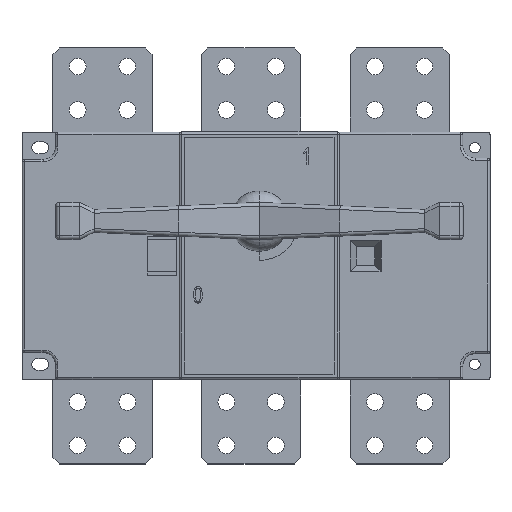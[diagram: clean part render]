
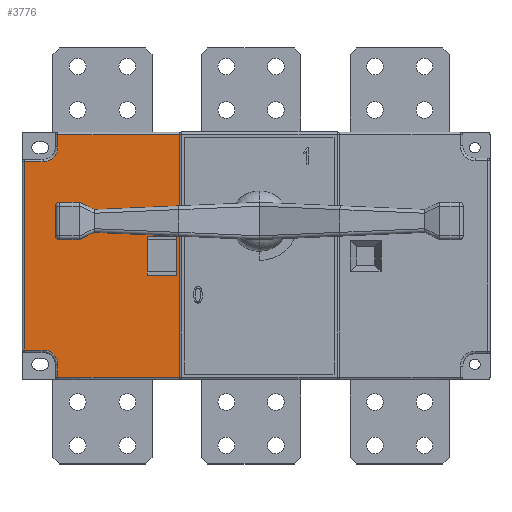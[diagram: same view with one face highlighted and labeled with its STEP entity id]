
A CAD part, top view. The second image highlights one B-rep face of the part: STEP entity #3776.
In plain terms, the highlighted planar face has unit normal (0, 0, 1).
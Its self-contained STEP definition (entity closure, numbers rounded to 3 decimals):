
#83 = CARTESIAN_POINT ( 'NONE',  ( -64.5, 15.75, 86. ) ) ;
#90 = CARTESIAN_POINT ( 'NONE',  ( -88., -15.75, 86. ) ) ;
#120 = EDGE_CURVE ( 'NONE', #8200, #2742, #2611, .T. ) ;
#141 = EDGE_LOOP ( 'NONE', ( #8277, #7171, #6548, #5914, #7941, #2232, #4409, #6330, #6514, #10766 ) ) ;
#532 = CARTESIAN_POINT ( 'NONE',  ( -160., -98., 86. ) ) ;
#562 = FACE_BOUND ( 'NONE', #5478, .T. ) ;
#609 = AXIS2_PLACEMENT_3D ( 'NONE', #7831, #11460, #3303 ) ;
#621 = CARTESIAN_POINT ( 'NONE',  ( -160., 0., 86. ) ) ;
#760 = LINE ( 'NONE', #7969, #6122 ) ;
#828 = VERTEX_POINT ( 'NONE', #90 ) ;
#932 = AXIS2_PLACEMENT_3D ( 'NONE', #11134, #6615, #10234 ) ;
#950 = CARTESIAN_POINT ( 'NONE',  ( -64.5, 15.75, 86. ) ) ;
#1069 = CARTESIAN_POINT ( 'NONE',  ( -160., 98., 86. ) ) ;
#1152 = ORIENTED_EDGE ( 'NONE', *, *, #11412, .F. ) ;
#1243 = CARTESIAN_POINT ( 'NONE',  ( -160., 88., 86. ) ) ;
#1312 = VERTEX_POINT ( 'NONE', #10327 ) ;
#1608 = LINE ( 'NONE', #4459, #9025 ) ;
#1699 = LINE ( 'NONE', #3300, #7709 ) ;
#1711 = CARTESIAN_POINT ( 'NONE',  ( -88., 15.75, 86. ) ) ;
#1759 = CARTESIAN_POINT ( 'NONE',  ( -172., -88., 86. ) ) ;
#1854 = VECTOR ( 'NONE', #7192, 1000. ) ;
#2073 = CIRCLE ( 'NONE', #932, 12. ) ;
#2232 = ORIENTED_EDGE ( 'NONE', *, *, #3039, .T. ) ;
#2256 = CARTESIAN_POINT ( 'NONE',  ( -64.5, 15.75, 86. ) ) ;
#2279 = EDGE_CURVE ( 'NONE', #2742, #1312, #11780, .T. ) ;
#2304 = CARTESIAN_POINT ( 'NONE',  ( -187., -76., 86. ) ) ;
#2611 = LINE ( 'NONE', #6128, #5566 ) ;
#2685 = EDGE_CURVE ( 'NONE', #2758, #8696, #2073, .T. ) ;
#2742 = VERTEX_POINT ( 'NONE', #532 ) ;
#2758 = VERTEX_POINT ( 'NONE', #1243 ) ;
#2813 = VERTEX_POINT ( 'NONE', #10534 ) ;
#2994 = CARTESIAN_POINT ( 'NONE',  ( -187., 76., 86. ) ) ;
#3039 = EDGE_CURVE ( 'NONE', #11699, #4712, #5646, .T. ) ;
#3300 = CARTESIAN_POINT ( 'NONE',  ( 0., 98., 86. ) ) ;
#3303 = DIRECTION ( 'NONE',  ( -1., 0., 0. ) ) ;
#3320 = EDGE_CURVE ( 'NONE', #4712, #7669, #760, .T. ) ;
#3384 = DIRECTION ( 'NONE',  ( 0., -1., 0. ) ) ;
#3504 = DIRECTION ( 'NONE',  ( 1., 0., 0. ) ) ;
#3776 = ADVANCED_FACE ( 'NONE', ( #8732, #562 ), #4211, .F. ) ;
#3781 = CARTESIAN_POINT ( 'NONE',  ( -172., 76., 86. ) ) ;
#4042 = LINE ( 'NONE', #5820, #7315 ) ;
#4211 = PLANE ( 'NONE',  #609 ) ;
#4260 = VERTEX_POINT ( 'NONE', #950 ) ;
#4409 = ORIENTED_EDGE ( 'NONE', *, *, #3320, .T. ) ;
#4459 = CARTESIAN_POINT ( 'NONE',  ( 0., 76., 86. ) ) ;
#4481 = EDGE_CURVE ( 'NONE', #2813, #828, #10638, .T. ) ;
#4499 = CARTESIAN_POINT ( 'NONE',  ( -160., -88., 86. ) ) ;
#4712 = VERTEX_POINT ( 'NONE', #2304 ) ;
#4750 = DIRECTION ( 'NONE',  ( 0., -1., 0. ) ) ;
#4777 = DIRECTION ( 'NONE',  ( 0., 0., -1. ) ) ;
#4825 = EDGE_CURVE ( 'NONE', #7534, #2758, #7832, .T. ) ;
#5052 = DIRECTION ( 'NONE',  ( 1., 0., 0. ) ) ;
#5272 = ORIENTED_EDGE ( 'NONE', *, *, #11508, .F. ) ;
#5330 = DIRECTION ( 'NONE',  ( -1., 0., 0. ) ) ;
#5478 = EDGE_LOOP ( 'NONE', ( #1152, #5785, #7044, #5272 ) ) ;
#5566 = VECTOR ( 'NONE', #10750, 1000. ) ;
#5646 = LINE ( 'NONE', #6478, #10674 ) ;
#5785 = ORIENTED_EDGE ( 'NONE', *, *, #8024, .F. ) ;
#5820 = CARTESIAN_POINT ( 'NONE',  ( -64.5, -15.75, 86. ) ) ;
#5914 = ORIENTED_EDGE ( 'NONE', *, *, #2685, .T. ) ;
#6122 = VECTOR ( 'NONE', #3504, 1000. ) ;
#6128 = CARTESIAN_POINT ( 'NONE',  ( -160., 0., 86. ) ) ;
#6293 = LINE ( 'NONE', #7906, #11730 ) ;
#6330 = ORIENTED_EDGE ( 'NONE', *, *, #11693, .T. ) ;
#6429 = VERTEX_POINT ( 'NONE', #10465 ) ;
#6478 = CARTESIAN_POINT ( 'NONE',  ( -187., 0., 86. ) ) ;
#6514 = ORIENTED_EDGE ( 'NONE', *, *, #120, .T. ) ;
#6548 = ORIENTED_EDGE ( 'NONE', *, *, #4825, .T. ) ;
#6615 = DIRECTION ( 'NONE',  ( 0., 0., -1. ) ) ;
#7044 = ORIENTED_EDGE ( 'NONE', *, *, #4481, .F. ) ;
#7171 = ORIENTED_EDGE ( 'NONE', *, *, #8508, .T. ) ;
#7192 = DIRECTION ( 'NONE',  ( 1., 0., 0. ) ) ;
#7194 = LINE ( 'NONE', #83, #10220 ) ;
#7315 = VECTOR ( 'NONE', #5052, 1000. ) ;
#7367 = DIRECTION ( 'NONE',  ( 0., 1., 0. ) ) ;
#7534 = VERTEX_POINT ( 'NONE', #1069 ) ;
#7669 = VERTEX_POINT ( 'NONE', #9403 ) ;
#7709 = VECTOR ( 'NONE', #5330, 1000. ) ;
#7774 = EDGE_CURVE ( 'NONE', #8696, #11699, #1608, .T. ) ;
#7831 = CARTESIAN_POINT ( 'NONE',  ( 0., 0., 86. ) ) ;
#7832 = LINE ( 'NONE', #621, #10118 ) ;
#7906 = CARTESIAN_POINT ( 'NONE',  ( -62., 100., 86. ) ) ;
#7941 = ORIENTED_EDGE ( 'NONE', *, *, #7774, .T. ) ;
#7969 = CARTESIAN_POINT ( 'NONE',  ( 0., -76., 86. ) ) ;
#8024 = EDGE_CURVE ( 'NONE', #828, #6429, #4042, .T. ) ;
#8030 = CARTESIAN_POINT ( 'NONE',  ( 0., -98., 86. ) ) ;
#8136 = DIRECTION ( 'NONE',  ( -1., 0., 0. ) ) ;
#8200 = VERTEX_POINT ( 'NONE', #4499 ) ;
#8277 = ORIENTED_EDGE ( 'NONE', *, *, #9345, .F. ) ;
#8508 = EDGE_CURVE ( 'NONE', #11008, #7534, #1699, .T. ) ;
#8559 = DIRECTION ( 'NONE',  ( -1., 0., 0. ) ) ;
#8696 = VERTEX_POINT ( 'NONE', #3781 ) ;
#8724 = VECTOR ( 'NONE', #8559, 1000. ) ;
#8732 = FACE_OUTER_BOUND ( 'NONE', #141, .T. ) ;
#8733 = DIRECTION ( 'NONE',  ( 0., -1., 0. ) ) ;
#9025 = VECTOR ( 'NONE', #9757, 1000. ) ;
#9345 = EDGE_CURVE ( 'NONE', #11008, #1312, #6293, .T. ) ;
#9370 = VECTOR ( 'NONE', #11536, 1000. ) ;
#9403 = CARTESIAN_POINT ( 'NONE',  ( -172., -76., 86. ) ) ;
#9670 = CIRCLE ( 'NONE', #10958, 12. ) ;
#9757 = DIRECTION ( 'NONE',  ( -1., 0., 0. ) ) ;
#9998 = CARTESIAN_POINT ( 'NONE',  ( -62., 98., 86. ) ) ;
#10118 = VECTOR ( 'NONE', #8733, 1000. ) ;
#10220 = VECTOR ( 'NONE', #7367, 1000. ) ;
#10234 = DIRECTION ( 'NONE',  ( -1., 0., 0. ) ) ;
#10327 = CARTESIAN_POINT ( 'NONE',  ( -62., -98., 86. ) ) ;
#10329 = LINE ( 'NONE', #2256, #8724 ) ;
#10465 = CARTESIAN_POINT ( 'NONE',  ( -64.5, -15.75, 86. ) ) ;
#10534 = CARTESIAN_POINT ( 'NONE',  ( -88., 15.75, 86. ) ) ;
#10638 = LINE ( 'NONE', #1711, #9370 ) ;
#10674 = VECTOR ( 'NONE', #4750, 1000. ) ;
#10750 = DIRECTION ( 'NONE',  ( 0., -1., 0. ) ) ;
#10766 = ORIENTED_EDGE ( 'NONE', *, *, #2279, .T. ) ;
#10958 = AXIS2_PLACEMENT_3D ( 'NONE', #1759, #4777, #8136 ) ;
#11008 = VERTEX_POINT ( 'NONE', #9998 ) ;
#11134 = CARTESIAN_POINT ( 'NONE',  ( -172., 88., 86. ) ) ;
#11412 = EDGE_CURVE ( 'NONE', #6429, #4260, #7194, .T. ) ;
#11460 = DIRECTION ( 'NONE',  ( 0., 0., -1. ) ) ;
#11508 = EDGE_CURVE ( 'NONE', #4260, #2813, #10329, .T. ) ;
#11536 = DIRECTION ( 'NONE',  ( 0., -1., 0. ) ) ;
#11693 = EDGE_CURVE ( 'NONE', #7669, #8200, #9670, .T. ) ;
#11699 = VERTEX_POINT ( 'NONE', #2994 ) ;
#11730 = VECTOR ( 'NONE', #3384, 1000. ) ;
#11780 = LINE ( 'NONE', #8030, #1854 ) ;
